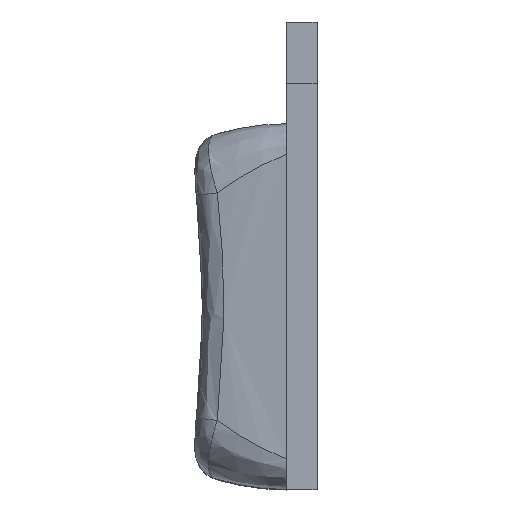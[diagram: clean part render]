
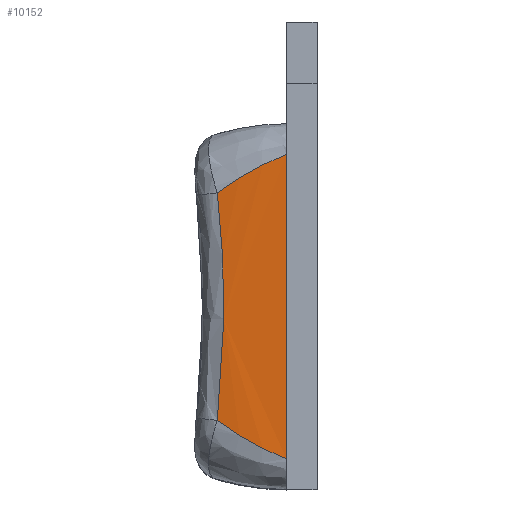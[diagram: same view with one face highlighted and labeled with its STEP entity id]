
A CAD part, left-side view. The second image highlights one B-rep face of the part: STEP entity #10152.
In plain terms, the highlighted cylindrical face has radius 20.743 mm (diameter 41.487 mm), a partial arc.
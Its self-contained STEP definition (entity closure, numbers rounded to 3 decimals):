
#28=CYLINDRICAL_SURFACE('',#10755,20.743);
#466=FACE_OUTER_BOUND('',#1052,.T.);
#1052=EDGE_LOOP('',(#7203,#7204,#7205,#7206,#7207,#7208));
#1581=B_SPLINE_CURVE_WITH_KNOTS('',3,(#15298,#15299,#15300,#15301,#15302,
#15303),.UNSPECIFIED.,.F.,.F.,(4,2,4),(0.,0.,0.256),
 .UNSPECIFIED.);
#1582=B_SPLINE_CURVE_WITH_KNOTS('',3,(#15305,#15306,#15307,#15308),
 .UNSPECIFIED.,.F.,.F.,(4,4),(0.256,0.385),
 .UNSPECIFIED.);
#1585=B_SPLINE_CURVE_WITH_KNOTS('',3,(#15324,#15325,#15326,#15327),
 .UNSPECIFIED.,.F.,.F.,(4,4),(0.033,0.162),
 .UNSPECIFIED.);
#1586=B_SPLINE_CURVE_WITH_KNOTS('',3,(#15328,#15329,#15330,#15331),
 .UNSPECIFIED.,.F.,.F.,(4,4),(-1.116,0.),.UNSPECIFIED.);
#1587=B_SPLINE_CURVE_WITH_KNOTS('',3,(#15332,#15333,#15334,#15335,#15336,
#15337),.UNSPECIFIED.,.F.,.F.,(4,2,4),(0.162,0.418,
0.418),.UNSPECIFIED.);
#1877=LINE('',#13770,#2961);
#2961=VECTOR('',#11231,10.);
#4052=VERTEX_POINT('',#13756);
#4053=VERTEX_POINT('',#13769);
#4249=VERTEX_POINT('',#15297);
#4250=VERTEX_POINT('',#15304);
#4252=VERTEX_POINT('',#15322);
#4253=VERTEX_POINT('',#15323);
#5024=EDGE_CURVE('',#4052,#4053,#1877,.T.);
#5343=EDGE_CURVE('',#4053,#4249,#1581,.T.);
#5344=EDGE_CURVE('',#4249,#4250,#1582,.T.);
#5347=EDGE_CURVE('',#4252,#4253,#1585,.T.);
#5348=EDGE_CURVE('',#4250,#4252,#1586,.T.);
#5349=EDGE_CURVE('',#4253,#4052,#1587,.T.);
#7203=ORIENTED_EDGE('',*,*,#5347,.F.);
#7204=ORIENTED_EDGE('',*,*,#5348,.F.);
#7205=ORIENTED_EDGE('',*,*,#5344,.F.);
#7206=ORIENTED_EDGE('',*,*,#5343,.F.);
#7207=ORIENTED_EDGE('',*,*,#5024,.F.);
#7208=ORIENTED_EDGE('',*,*,#5349,.F.);
#10152=ADVANCED_FACE('',(#466),#28,.T.);
#10755=AXIS2_PLACEMENT_3D('',#15321,#11734,#11735);
#11231=DIRECTION('',(0.,0.,-1.));
#11734=DIRECTION('center_axis',(0.,0.,1.));
#11735=DIRECTION('ref_axis',(-0.92,0.391,0.));
#13756=CARTESIAN_POINT('',(-102.85,3.5,-120.161));
#13769=CARTESIAN_POINT('',(-102.85,3.5,-135.061));
#13770=CARTESIAN_POINT('',(-102.85,3.5,-127.611));
#15297=CARTESIAN_POINT('',(-102.722,5.8,-133.917));
#15298=CARTESIAN_POINT('Ctrl Pts',(-102.85,3.5,-135.061));
#15299=CARTESIAN_POINT('Ctrl Pts',(-102.85,3.5,-135.061));
#15300=CARTESIAN_POINT('Ctrl Pts',(-102.85,3.5,-135.061));
#15301=CARTESIAN_POINT('Ctrl Pts',(-102.85,4.291,-134.755));
#15302=CARTESIAN_POINT('Ctrl Pts',(-102.804,5.065,-134.369));
#15303=CARTESIAN_POINT('Ctrl Pts',(-102.722,5.8,-133.917));
#15304=CARTESIAN_POINT('',(-102.572,6.882,-133.182));
#15305=CARTESIAN_POINT('Ctrl Pts',(-102.722,5.8,-133.917));
#15306=CARTESIAN_POINT('Ctrl Pts',(-102.68,6.171,-133.688));
#15307=CARTESIAN_POINT('Ctrl Pts',(-102.63,6.533,-133.443));
#15308=CARTESIAN_POINT('Ctrl Pts',(-102.572,6.882,-133.182));
#15321=CARTESIAN_POINT('Origin',(-82.107,3.5,-127.611));
#15322=CARTESIAN_POINT('',(-102.572,6.882,-122.041));
#15323=CARTESIAN_POINT('',(-102.722,5.8,-121.306));
#15324=CARTESIAN_POINT('Ctrl Pts',(-102.572,6.882,-122.041));
#15325=CARTESIAN_POINT('Ctrl Pts',(-102.63,6.533,-121.78));
#15326=CARTESIAN_POINT('Ctrl Pts',(-102.68,6.171,-121.534));
#15327=CARTESIAN_POINT('Ctrl Pts',(-102.722,5.8,-121.306));
#15328=CARTESIAN_POINT('Ctrl Pts',(-102.572,6.882,-133.182));
#15329=CARTESIAN_POINT('Ctrl Pts',(-102.643,6.456,-129.483));
#15330=CARTESIAN_POINT('Ctrl Pts',(-102.643,6.456,-125.74));
#15331=CARTESIAN_POINT('Ctrl Pts',(-102.572,6.882,-122.041));
#15332=CARTESIAN_POINT('Ctrl Pts',(-102.722,5.8,-121.306));
#15333=CARTESIAN_POINT('Ctrl Pts',(-102.804,5.065,-120.853));
#15334=CARTESIAN_POINT('Ctrl Pts',(-102.85,4.291,-120.467));
#15335=CARTESIAN_POINT('Ctrl Pts',(-102.85,3.5,-120.161));
#15336=CARTESIAN_POINT('Ctrl Pts',(-102.85,3.5,-120.161));
#15337=CARTESIAN_POINT('Ctrl Pts',(-102.85,3.5,-120.161));
